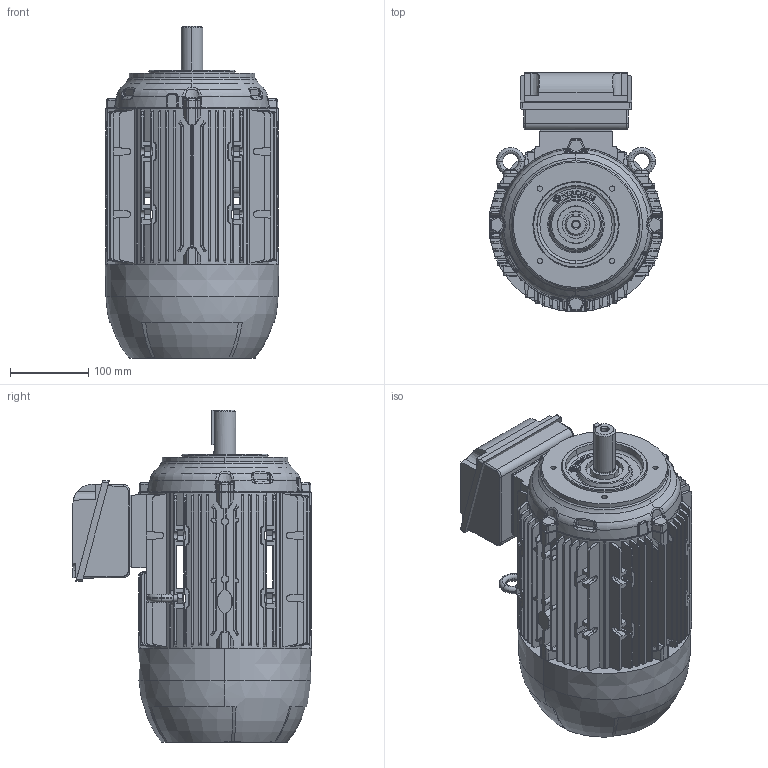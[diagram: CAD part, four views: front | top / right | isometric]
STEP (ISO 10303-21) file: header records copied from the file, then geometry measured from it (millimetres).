
FILE_DESCRIPTION (( 'STEP AP203' ), '1' );
FILE_NAME ('112L_SP_DI_TOP.STEP', '2022-06-28T17:00:47', ( '' ), ( '' ), 'SwSTEP 2.0', 'SolidWorks 2020', '' );
FILE_SCHEMA (( 'CONFIG_CONTROL_DESIGN' ));
Products named in the file (1): 112L_SP_DI_TOP
Bounding box: 221.52 x 305.45 x 423.2 mm (x, y, z)
Surface area: 687421.5 mm2 (no closed solid volume)
Topology: 0 solids, 15 shells, 1783 faces, 5349 edges, 3563 vertices
Faces by surface type: plane 962, cylinder 378, cone 209, bspline 147, torus 79, sphere 8
Entity records: 66852 total; most frequent: CARTESIAN_POINT 22787, ORIENTED_EDGE 9718, DIRECTION 7995, EDGE_CURVE 5349, VERTEX_POINT 3563, VECTOR 2895, LINE 2895, AXIS2_PLACEMENT_3D 2550
